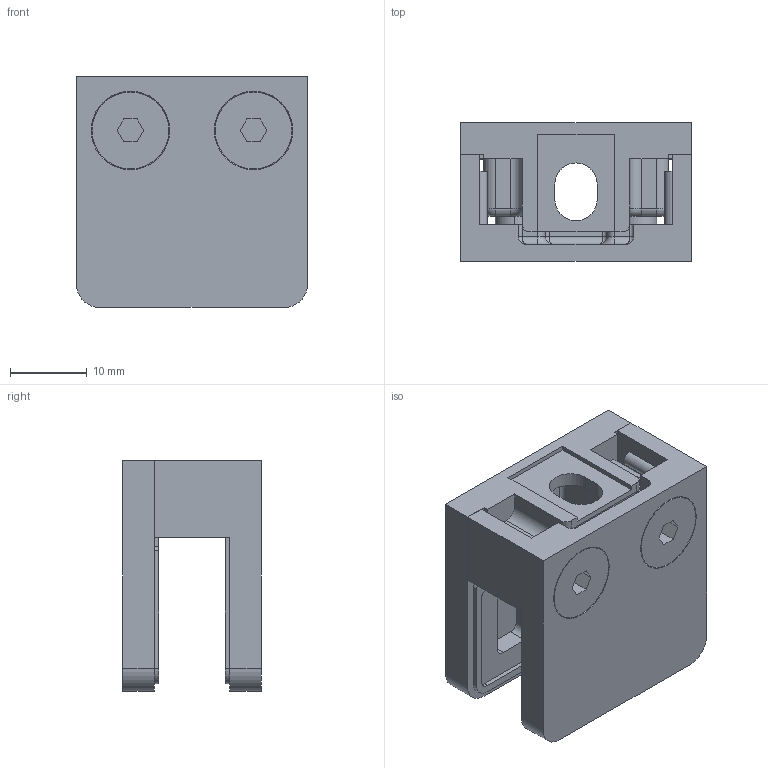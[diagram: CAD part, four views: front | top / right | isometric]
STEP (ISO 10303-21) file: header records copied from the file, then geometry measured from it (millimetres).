
FILE_DESCRIPTION (( 'STEP AP214' ), '1' );
FILE_NAME ('A_2900-000.STEP', '2021-05-12T07:24:48', ( '' ), ( '' ), 'SwSTEP 2.0', 'SolidWorks 2019', '' );
FILE_SCHEMA (( 'AUTOMOTIVE_DESIGN' ));
Length unit declared in the file: millimetre
Products named in the file (4): A_2900-000.P2; A_2900-000.P1; Skrutka DIN 7991_Skrutka M 5x10; A_2900-000
Assembly tree (4 placements, depth 2):
  A_2900-000
    A_2900-000.P1
    A_2900-000.P2
    Skrutka DIN 7991_Skrutka M 5x10  x2
Bounding box: 30 x 18 x 30 mm (x, y, z)
Volume: 7897.9 mm3; surface area: 7317 mm2
Topology: 4 solids, 4 shells, 268 faces, 694 edges, 430 vertices
Faces by surface type: plane 122, cylinder 108, cone 20, torus 10, bspline 4, sphere 4
Entity records: 8016 total; most frequent: CARTESIAN_POINT 1566, DIRECTION 1350, ORIENTED_EDGE 1292, EDGE_CURVE 646, AXIS2_PLACEMENT_3D 474, VERTEX_POINT 408, VECTOR 402, LINE 402
